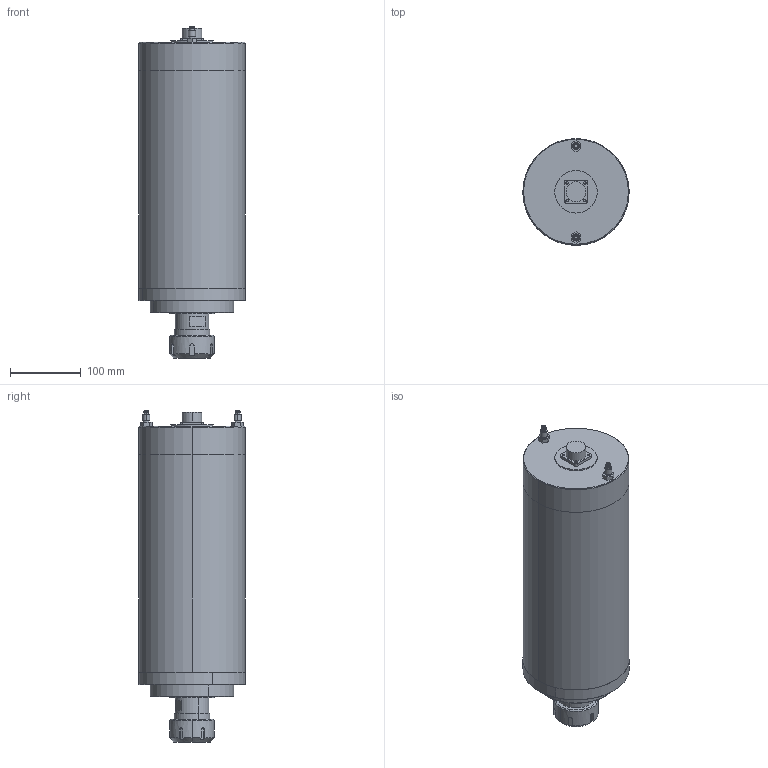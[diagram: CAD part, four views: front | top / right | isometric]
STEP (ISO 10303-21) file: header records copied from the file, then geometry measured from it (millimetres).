
FILE_DESCRIPTION (( 'STEP AP214' ), '1' );
FILE_NAME ('GDK150-12Z-11B-4P(ER40).STEP', '2021-05-07T01:42:57', ( '萇齟' ), ( '' ), 'SwSTEP 2.0', 'SolidWorks 2018', '' );
FILE_SCHEMA (( 'AUTOMOTIVE_DESIGN' ));
Length unit declared in the file: millimetre
Products named in the file (11): ER40蹟簽; 阨郲30.5ㄗM10ㄘ; GDK150-12Z-11(11B)ヶ蹟譫; GDK150-12Z-11B-4P(ER40); ER40 粟俶芠標; 堤盄釱脣芛32x32; GDK150-12Z-11(11B)堤盄釱; GDK150-12Z-11(11B)粣芛20; GDK150-12Z-11(11B)滅鳥欶; GDK150-12Z-11(11B)粣創釱; GDK150-12Z-11(11B)儂褲
Assembly tree (11 placements, depth 2):
  GDK150-12Z-11B-4P(ER40)
    GDK150-12Z-11(11B)儂褲
    GDK150-12Z-11(11B)堤盄釱
    GDK150-12Z-11(11B)粣創釱
    GDK150-12Z-11(11B)ヶ蹟譫
    GDK150-12Z-11(11B)滅鳥欶
    GDK150-12Z-11(11B)粣芛20
    ER40 粟俶芠標
    ER40蹟簽
    堤盄釱脣芛32x32
    阨郲30.5ㄗM10ㄘ  x2
Bounding box: 150 x 150 x 468.53 mm (x, y, z)
Volume: 6550177.2 mm3; surface area: 364782.4 mm2
Topology: 11 solids, 11 shells, 186 faces, 413 edges, 272 vertices
Faces by surface type: plane 89, cylinder 81, cone 16
Entity records: 5211 total; most frequent: CARTESIAN_POINT 996, DIRECTION 843, ORIENTED_EDGE 706, EDGE_CURVE 353, AXIS2_PLACEMENT_3D 337, VERTEX_POINT 232, EDGE_LOOP 191, VECTOR 169
